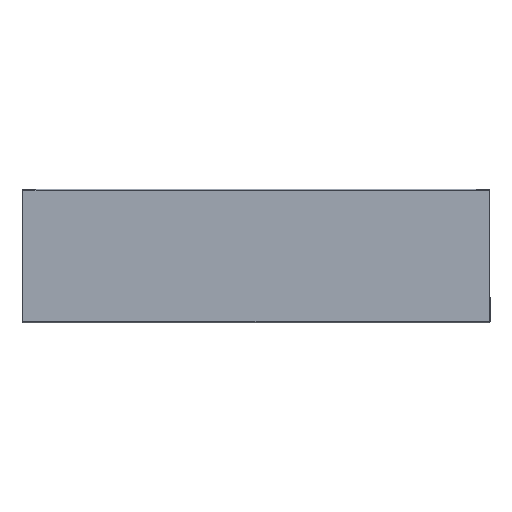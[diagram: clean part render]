
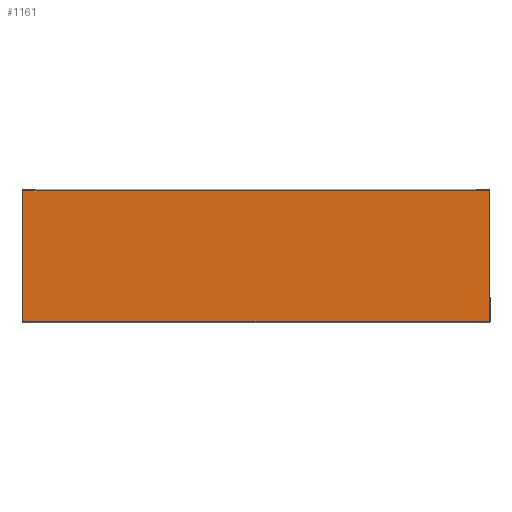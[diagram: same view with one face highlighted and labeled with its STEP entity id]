
A CAD part, left-side view. The second image highlights one B-rep face of the part: STEP entity #1161.
In plain terms, the highlighted face is planar.
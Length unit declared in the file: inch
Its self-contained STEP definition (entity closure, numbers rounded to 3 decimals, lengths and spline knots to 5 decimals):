
#42=PLANE('',#1241);
#87=LINE('',#1665,#207);
#102=LINE('',#1701,#222);
#105=LINE('',#1708,#225);
#109=LINE('',#1715,#229);
#111=LINE('',#1719,#231);
#112=LINE('',#1721,#232);
#113=LINE('',#1723,#233);
#114=LINE('',#1725,#234);
#115=LINE('',#1727,#235);
#116=LINE('',#1729,#236);
#117=LINE('',#1731,#237);
#118=LINE('',#1732,#238);
#207=VECTOR('',#1340,34.);
#222=VECTOR('',#1379,0.0002);
#225=VECTOR('',#1384,0.03145);
#229=VECTOR('',#1390,0.0002);
#231=VECTOR('',#1394,0.0002);
#232=VECTOR('',#1395,0.0002);
#233=VECTOR('',#1396,0.03145);
#234=VECTOR('',#1397,0.9258);
#235=VECTOR('',#1398,10.07075);
#236=VECTOR('',#1399,35.852);
#237=VECTOR('',#1400,10.07075);
#238=VECTOR('',#1401,0.9258);
#358=FACE_OUTER_BOUND('',#432,.T.);
#432=EDGE_LOOP('',(#822,#823,#824,#825,#826,#827,#828,#829,#830,#831,#832,
#833));
#532=VERTEX_POINT('',#1662);
#533=VERTEX_POINT('',#1664);
#542=VERTEX_POINT('',#1700);
#544=VERTEX_POINT('',#1706);
#545=VERTEX_POINT('',#1707);
#548=VERTEX_POINT('',#1718);
#549=VERTEX_POINT('',#1720);
#550=VERTEX_POINT('',#1722);
#551=VERTEX_POINT('',#1724);
#552=VERTEX_POINT('',#1726);
#553=VERTEX_POINT('',#1728);
#554=VERTEX_POINT('',#1730);
#624=EDGE_CURVE('',#533,#532,#87,.T.);
#642=EDGE_CURVE('',#542,#533,#102,.T.);
#645=EDGE_CURVE('',#544,#545,#105,.T.);
#649=EDGE_CURVE('',#545,#542,#109,.T.);
#651=EDGE_CURVE('',#532,#548,#111,.T.);
#652=EDGE_CURVE('',#548,#549,#112,.T.);
#653=EDGE_CURVE('',#549,#550,#113,.T.);
#654=EDGE_CURVE('',#550,#551,#114,.T.);
#655=EDGE_CURVE('',#551,#552,#115,.T.);
#656=EDGE_CURVE('',#552,#553,#116,.T.);
#657=EDGE_CURVE('',#553,#554,#117,.T.);
#658=EDGE_CURVE('',#554,#544,#118,.T.);
#822=ORIENTED_EDGE('',*,*,#645,.T.);
#823=ORIENTED_EDGE('',*,*,#649,.T.);
#824=ORIENTED_EDGE('',*,*,#642,.T.);
#825=ORIENTED_EDGE('',*,*,#624,.T.);
#826=ORIENTED_EDGE('',*,*,#651,.T.);
#827=ORIENTED_EDGE('',*,*,#652,.T.);
#828=ORIENTED_EDGE('',*,*,#653,.T.);
#829=ORIENTED_EDGE('',*,*,#654,.T.);
#830=ORIENTED_EDGE('',*,*,#655,.T.);
#831=ORIENTED_EDGE('',*,*,#656,.T.);
#832=ORIENTED_EDGE('',*,*,#657,.T.);
#833=ORIENTED_EDGE('',*,*,#658,.T.);
#1161=ADVANCED_FACE('',(#358),#42,.F.);
#1241=AXIS2_PLACEMENT_3D('',#1717,#1392,#1393);
#1340=DIRECTION('',(-1.,0.,0.));
#1379=DIRECTION('',(0.,-1.,0.));
#1384=DIRECTION('',(0.,1.,0.));
#1390=DIRECTION('',(-1.,0.,0.));
#1392=DIRECTION('center_axis',(0.,0.,1.));
#1393=DIRECTION('ref_axis',(1.,0.,0.));
#1394=DIRECTION('',(0.,1.,0.));
#1395=DIRECTION('',(-1.,0.,0.));
#1396=DIRECTION('',(0.,-1.,0.));
#1397=DIRECTION('',(-1.,0.,0.));
#1398=DIRECTION('',(0.,1.,0.));
#1399=DIRECTION('',(1.,0.,0.));
#1400=DIRECTION('',(0.,-1.,0.));
#1401=DIRECTION('',(-1.,0.,0.));
#1662=CARTESIAN_POINT('',(0.49032,-9.66748,0.));
#1664=CARTESIAN_POINT('',(34.49032,-9.66748,0.));
#1665=CARTESIAN_POINT('',(25.99032,-9.66748,0.));
#1700=CARTESIAN_POINT('',(34.49032,-9.66728,0.));
#1701=CARTESIAN_POINT('',(34.49032,-7.139,0.));
#1706=CARTESIAN_POINT('',(34.49052,-9.69873,0.));
#1707=CARTESIAN_POINT('',(34.49052,-9.66728,0.));
#1708=CARTESIAN_POINT('',(34.49052,-7.15473,0.));
#1715=CARTESIAN_POINT('',(25.99042,-9.66728,0.));
#1717=CARTESIAN_POINT('Origin',(17.49032,-4.61073,0.));
#1718=CARTESIAN_POINT('',(0.49032,-9.66728,0.));
#1719=CARTESIAN_POINT('',(0.49032,-7.15473,0.));
#1720=CARTESIAN_POINT('',(0.49012,-9.66728,0.));
#1721=CARTESIAN_POINT('',(8.99032,-9.66728,0.));
#1722=CARTESIAN_POINT('',(0.49012,-9.69873,0.));
#1723=CARTESIAN_POINT('',(0.49012,-7.139,0.));
#1724=CARTESIAN_POINT('',(-0.43568,-9.69873,0.));
#1725=CARTESIAN_POINT('',(35.41632,-9.69873,0.));
#1726=CARTESIAN_POINT('',(-0.43568,0.37202,0.));
#1727=CARTESIAN_POINT('',(-0.43568,-9.69873,0.));
#1728=CARTESIAN_POINT('',(35.41632,0.37202,0.));
#1729=CARTESIAN_POINT('',(8.52732,0.37202,0.));
#1730=CARTESIAN_POINT('',(35.41632,-9.69873,0.));
#1731=CARTESIAN_POINT('',(35.41632,0.47727,0.));
#1732=CARTESIAN_POINT('',(35.41632,-9.69873,0.));
